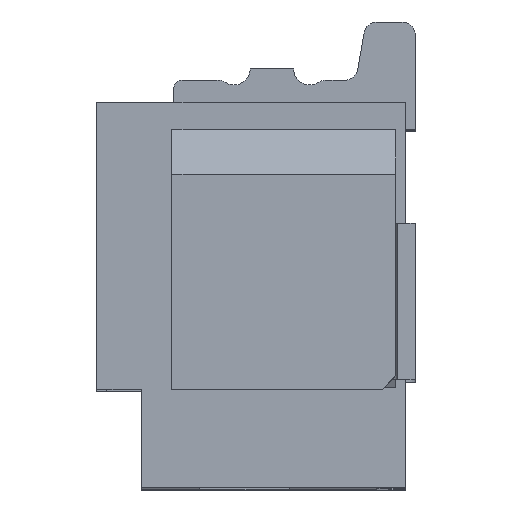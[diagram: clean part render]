
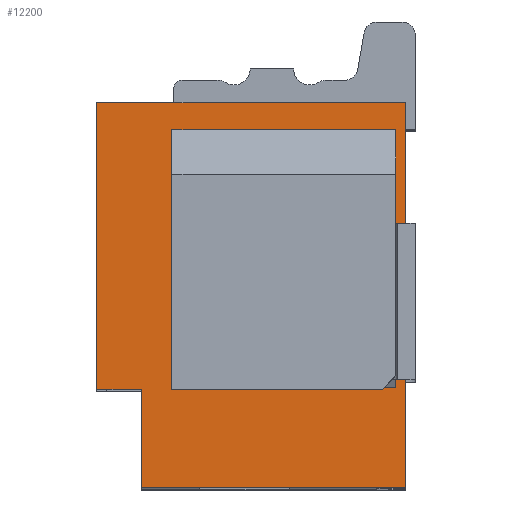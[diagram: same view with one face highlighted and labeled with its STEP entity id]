
A CAD part, top view. The second image highlights one B-rep face of the part: STEP entity #12200.
In plain terms, the highlighted planar face has unit normal (0, 0, 1).
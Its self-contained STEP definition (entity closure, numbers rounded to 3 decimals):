
#173=DIRECTION('',(0.,-1.,0.));
#174=VECTOR('',#173,3.2);
#175=CARTESIAN_POINT('',(-73.809,104.408,22.262));
#176=LINE('',#175,#174);
#1105=DIRECTION('',(1.,0.,0.));
#1106=VECTOR('',#1105,2.95);
#1107=CARTESIAN_POINT('',(-73.309,100.108,22.262));
#1108=LINE('',#1107,#1106);
#1217=DIRECTION('',(0.,-1.,0.));
#1218=VECTOR('',#1217,1.1);
#1219=CARTESIAN_POINT('',(-73.309,101.208,22.262));
#1220=LINE('',#1219,#1218);
#1221=DIRECTION('',(1.,0.,0.));
#1222=VECTOR('',#1221,0.5);
#1223=CARTESIAN_POINT('',(-73.809,101.208,22.262));
#1224=LINE('',#1223,#1222);
#1245=DIRECTION('',(1.,0.,0.));
#1246=VECTOR('',#1245,2.5);
#1247=CARTESIAN_POINT('',(-72.969,101.235,22.262));
#1248=LINE('',#1247,#1246);
#1249=DIRECTION('',(0.,1.,0.));
#1250=VECTOR('',#1249,2.873);
#1251=CARTESIAN_POINT('',(-70.469,101.235,22.262));
#1252=LINE('',#1251,#1250);
#1253=DIRECTION('',(0.,-1.,0.));
#1254=VECTOR('',#1253,2.873);
#1255=CARTESIAN_POINT('',(-72.969,104.108,22.262));
#1256=LINE('',#1255,#1254);
#1265=DIRECTION('',(-1.,0.,0.));
#1266=VECTOR('',#1265,3.45);
#1267=CARTESIAN_POINT('',(-70.359,104.408,22.262));
#1268=LINE('',#1267,#1266);
#1911=DIRECTION('',(0.,1.,0.));
#1912=VECTOR('',#1911,4.3);
#1913=CARTESIAN_POINT('',(-70.359,100.108,22.262));
#1914=LINE('',#1913,#1912);
#1955=DIRECTION('',(1.,0.,0.));
#1956=VECTOR('',#1955,2.5);
#1957=CARTESIAN_POINT('',(-72.969,104.108,22.262));
#1958=LINE('',#1957,#1956);
#8013=CARTESIAN_POINT('',(-73.809,104.408,22.262));
#8014=VERTEX_POINT('',#8013);
#8015=CARTESIAN_POINT('',(-73.809,101.208,22.262));
#8016=VERTEX_POINT('',#8015);
#8089=CARTESIAN_POINT('',(-73.309,100.108,22.262));
#8090=VERTEX_POINT('',#8089);
#8091=CARTESIAN_POINT('',(-70.359,100.108,22.262));
#8092=VERTEX_POINT('',#8091);
#8333=CARTESIAN_POINT('',(-70.359,104.408,22.262));
#8334=VERTEX_POINT('',#8333);
#8335=CARTESIAN_POINT('',(-73.309,101.208,22.262));
#8336=VERTEX_POINT('',#8335);
#8337=CARTESIAN_POINT('',(-72.969,101.235,22.262));
#8338=CARTESIAN_POINT('',(-70.469,101.235,22.262));
#8339=VERTEX_POINT('',#8337);
#8340=VERTEX_POINT('',#8338);
#8341=CARTESIAN_POINT('',(-70.469,104.108,22.262));
#8342=VERTEX_POINT('',#8341);
#8343=CARTESIAN_POINT('',(-72.969,104.108,22.262));
#8344=VERTEX_POINT('',#8343);
#12175=CARTESIAN_POINT('',(-72.084,102.258,22.262));
#12176=DIRECTION('',(0.,0.,1.));
#12177=DIRECTION('',(-1.,0.,0.));
#12178=AXIS2_PLACEMENT_3D('',#12175,#12176,#12177);
#12179=PLANE('',#12178);
#12180=ORIENTED_EDGE('',*,*,#11992,.F.);
#12181=ORIENTED_EDGE('',*,*,#12126,.F.);
#12182=ORIENTED_EDGE('',*,*,#12141,.F.);
#12183=ORIENTED_EDGE('',*,*,#10638,.F.);
#12185=ORIENTED_EDGE('',*,*,#12184,.F.);
#12187=ORIENTED_EDGE('',*,*,#12186,.F.);
#12188=EDGE_LOOP('',(#12180,#12181,#12182,#12183,#12185,#12187));
#12189=FACE_OUTER_BOUND('',#12188,.F.);
#12191=ORIENTED_EDGE('',*,*,#12190,.T.);
#12193=ORIENTED_EDGE('',*,*,#12192,.T.);
#12195=ORIENTED_EDGE('',*,*,#12194,.F.);
#12197=ORIENTED_EDGE('',*,*,#12196,.T.);
#12198=EDGE_LOOP('',(#12191,#12193,#12195,#12197));
#12199=FACE_BOUND('',#12198,.F.);
#10638=EDGE_CURVE('',#8014,#8016,#176,.T.);
#11992=EDGE_CURVE('',#8090,#8092,#1108,.T.);
#12126=EDGE_CURVE('',#8336,#8090,#1220,.T.);
#12141=EDGE_CURVE('',#8016,#8336,#1224,.T.);
#12184=EDGE_CURVE('',#8334,#8014,#1268,.T.);
#12186=EDGE_CURVE('',#8092,#8334,#1914,.T.);
#12190=EDGE_CURVE('',#8339,#8340,#1248,.T.);
#12192=EDGE_CURVE('',#8340,#8342,#1252,.T.);
#12194=EDGE_CURVE('',#8344,#8342,#1958,.T.);
#12196=EDGE_CURVE('',#8344,#8339,#1256,.T.);
#12200=ADVANCED_FACE('',(#12189,#12199),#12179,.T.);
